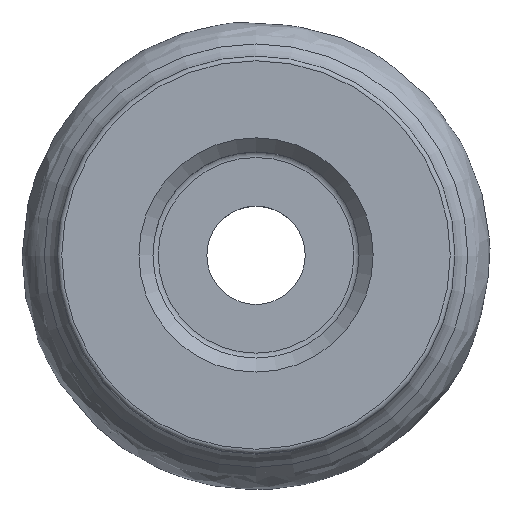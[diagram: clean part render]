
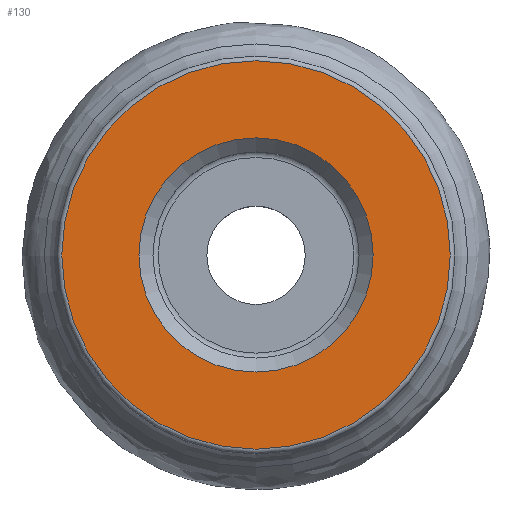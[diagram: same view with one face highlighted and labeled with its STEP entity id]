
A CAD part, top view. The second image highlights one B-rep face of the part: STEP entity #130.
In plain terms, the highlighted planar face has unit normal (0, 0, 1).
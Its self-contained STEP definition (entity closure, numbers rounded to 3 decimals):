
#110=PLANE('',#551);
#130=ADVANCED_FACE('',(#183,#184),#110,.T.);
#183=FACE_BOUND('',#242,.T.);
#184=FACE_BOUND('',#243,.T.);
#242=EDGE_LOOP('',(#300));
#243=EDGE_LOOP('',(#301));
#300=ORIENTED_EDGE('',*,*,#380,.T.);
#301=ORIENTED_EDGE('',*,*,#379,.F.);
#349=VERTEX_POINT('',#780);
#350=VERTEX_POINT('',#783);
#379=EDGE_CURVE('',#349,#349,#408,.T.);
#380=EDGE_CURVE('',#350,#350,#409,.T.);
#408=CIRCLE('',#548,20.74);
#409=CIRCLE('',#550,12.505);
#548=AXIS2_PLACEMENT_3D('',#779,#644,#645);
#550=AXIS2_PLACEMENT_3D('',#782,#648,#649);
#551=AXIS2_PLACEMENT_3D('',#784,#650,#651);
#644=DIRECTION('',(0.,0.,-1.));
#645=DIRECTION('',(-1.,0.,0.));
#648=DIRECTION('',(0.,0.,-1.));
#649=DIRECTION('',(-1.,0.,0.));
#650=DIRECTION('',(0.,0.,1.));
#651=DIRECTION('',(1.,0.,0.));
#779=CARTESIAN_POINT('',(0.,0.,0.));
#780=CARTESIAN_POINT('',(-20.74,0.,0.));
#782=CARTESIAN_POINT('',(0.,0.,0.));
#783=CARTESIAN_POINT('',(-12.505,0.,0.));
#784=CARTESIAN_POINT('',(-20.74,0.,0.));
